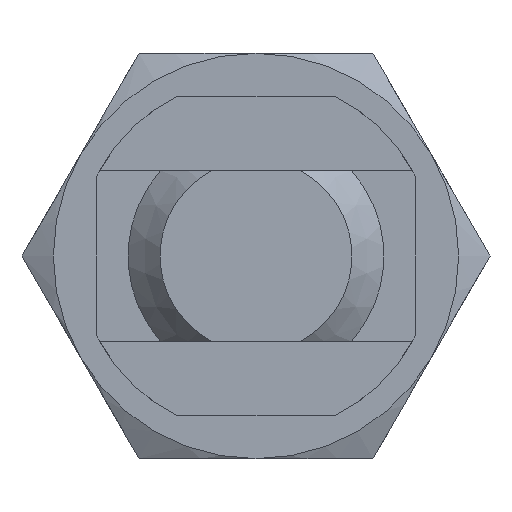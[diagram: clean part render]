
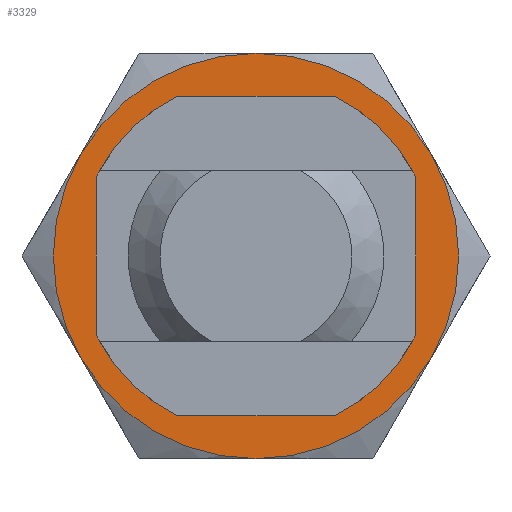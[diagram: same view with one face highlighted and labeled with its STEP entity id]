
A CAD part, left-side view. The second image highlights one B-rep face of the part: STEP entity #3329.
In plain terms, the highlighted planar face has unit normal (-1, 0, 0).
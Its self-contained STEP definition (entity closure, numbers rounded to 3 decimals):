
#2915=CARTESIAN_POINT('',(-0.,-0.,9.5));
#2916=VERTEX_POINT('',#2915);
#2962=CARTESIAN_POINT('',(0.,8.227,4.75));
#2963=VERTEX_POINT('',#2962);
#3009=CARTESIAN_POINT('',(0.,-8.227,4.75));
#3010=VERTEX_POINT('',#3009);
#3111=CARTESIAN_POINT('',(0.,-0.,-6.));
#3112=VERTEX_POINT('',#3111);
#3119=CARTESIAN_POINT('',(0.,0.,6.));
#3120=VERTEX_POINT('',#3119);
#3121=CARTESIAN_POINT('',(0.,0.,0.));
#3122=DIRECTION('',(1.,0.,-0.));
#3123=DIRECTION('',(0.,0.,1.));
#3124=AXIS2_PLACEMENT_3D('',#3121,#3122,#3123);
#3125=CIRCLE('',#3124,6.);
#3126=EDGE_CURVE('',#3120,#3112,#3125,.T.);
#3233=CARTESIAN_POINT('',(0.,0.,0.));
#3234=DIRECTION('',(1.,0.,-0.));
#3235=DIRECTION('',(-0.,0.,-1.));
#3236=AXIS2_PLACEMENT_3D('',#3233,#3234,#3235);
#3237=CIRCLE('',#3236,9.5);
#3238=EDGE_CURVE('',#2916,#3010,#3237,.T.);
#3248=CARTESIAN_POINT('',(0.,0.,0.));
#3249=DIRECTION('',(1.,0.,-0.));
#3250=DIRECTION('',(-0.,0.,-1.));
#3251=AXIS2_PLACEMENT_3D('',#3248,#3249,#3250);
#3252=CIRCLE('',#3251,9.5);
#3253=EDGE_CURVE('',#2963,#2916,#3252,.T.);
#3265=CARTESIAN_POINT('',(0.,8.227,-4.75));
#3266=VERTEX_POINT('',#3265);
#3267=CARTESIAN_POINT('',(0.,0.,0.));
#3268=DIRECTION('',(1.,0.,-0.));
#3269=DIRECTION('',(-0.,0.,-1.));
#3270=AXIS2_PLACEMENT_3D('',#3267,#3268,#3269);
#3271=CIRCLE('',#3270,9.5);
#3272=EDGE_CURVE('',#3266,#2963,#3271,.T.);
#3284=CARTESIAN_POINT('',(0.,0.,0.));
#3285=DIRECTION('',(1.,0.,0.));
#3286=DIRECTION('',(0.,0.,-1.));
#3287=AXIS2_PLACEMENT_3D('',#3284,#3285,#3286);
#3288=PLANE('',#3287);
#3289=ORIENTED_EDGE('',*,*,#3272,.F.);
#3290=CARTESIAN_POINT('',(-0.,-0.,-9.5));
#3291=VERTEX_POINT('',#3290);
#3292=CARTESIAN_POINT('',(0.,0.,0.));
#3293=DIRECTION('',(1.,0.,-0.));
#3294=DIRECTION('',(-0.,0.,-1.));
#3295=AXIS2_PLACEMENT_3D('',#3292,#3293,#3294);
#3296=CIRCLE('',#3295,9.5);
#3297=EDGE_CURVE('',#3291,#3266,#3296,.T.);
#3298=ORIENTED_EDGE('',*,*,#3297,.F.);
#3299=CARTESIAN_POINT('',(-0.,-8.227,-4.75));
#3300=VERTEX_POINT('',#3299);
#3301=CARTESIAN_POINT('',(0.,0.,0.));
#3302=DIRECTION('',(1.,0.,-0.));
#3303=DIRECTION('',(-0.,0.,-1.));
#3304=AXIS2_PLACEMENT_3D('',#3301,#3302,#3303);
#3305=CIRCLE('',#3304,9.5);
#3306=EDGE_CURVE('',#3300,#3291,#3305,.T.);
#3307=ORIENTED_EDGE('',*,*,#3306,.F.);
#3308=CARTESIAN_POINT('',(0.,0.,0.));
#3309=DIRECTION('',(1.,0.,-0.));
#3310=DIRECTION('',(-0.,0.,-1.));
#3311=AXIS2_PLACEMENT_3D('',#3308,#3309,#3310);
#3312=CIRCLE('',#3311,9.5);
#3313=EDGE_CURVE('',#3010,#3300,#3312,.T.);
#3314=ORIENTED_EDGE('',*,*,#3313,.F.);
#3315=ORIENTED_EDGE('',*,*,#3238,.F.);
#3316=ORIENTED_EDGE('',*,*,#3253,.F.);
#3317=EDGE_LOOP('',(#3289,#3298,#3307,#3314,#3315,#3316));
#3318=FACE_BOUND('',#3317,.T.);
#3319=CARTESIAN_POINT('',(0.,0.,0.));
#3320=DIRECTION('',(1.,0.,-0.));
#3321=DIRECTION('',(0.,0.,1.));
#3322=AXIS2_PLACEMENT_3D('',#3319,#3320,#3321);
#3323=CIRCLE('',#3322,6.);
#3324=EDGE_CURVE('',#3112,#3120,#3323,.T.);
#3325=ORIENTED_EDGE('',*,*,#3324,.T.);
#3326=ORIENTED_EDGE('',*,*,#3126,.T.);
#3327=EDGE_LOOP('',(#3325,#3326));
#3328=FACE_BOUND('',#3327,.T.);
#3329=ADVANCED_FACE('',(#3318,#3328),#3288,.F.);
